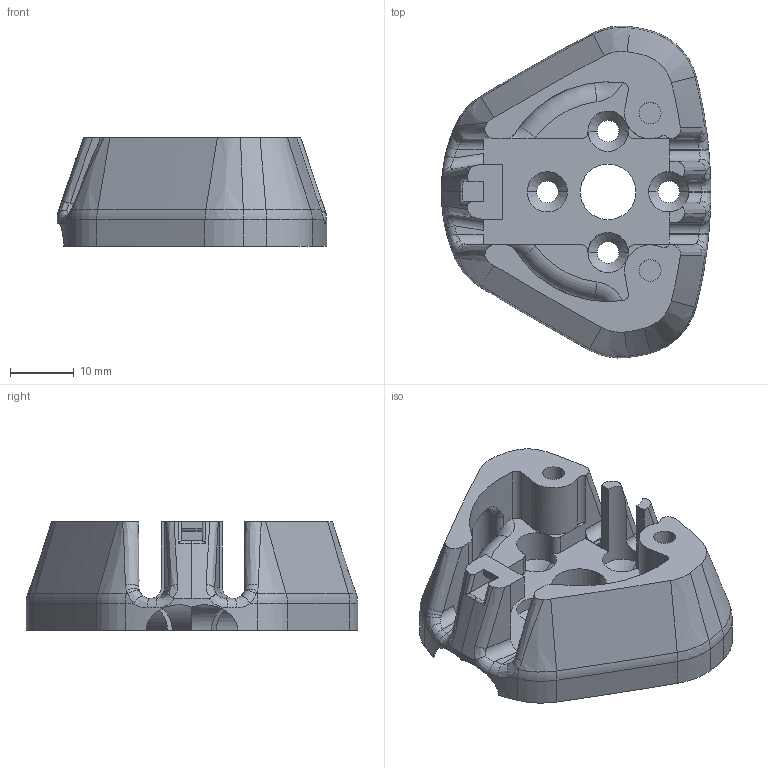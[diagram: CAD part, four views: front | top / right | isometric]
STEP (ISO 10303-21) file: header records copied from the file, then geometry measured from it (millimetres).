
FILE_DESCRIPTION (( 'STEP AP214' ), '1' );
FILE_NAME ('motor_holder_d.STEP', '2023-07-17T10:16:42', ( '' ), ( '' ), 'SwSTEP 2.0', 'SolidWorks 2022', '' );
FILE_SCHEMA (( 'AUTOMOTIVE_DESIGN' ));
Length unit declared in the file: millimetre
Products named in the file (1): motor_holder_d
Bounding box: 42.18 x 51.96 x 17 mm (x, y, z)
Volume: 11619.4 mm3; surface area: 7919.6 mm2
Topology: 1 solids, 1 shells, 267 faces, 699 edges, 425 vertices
Faces by surface type: cylinder 89, bspline 62, plane 57, torus 33, cone 26
Entity records: 10957 total; most frequent: CARTESIAN_POINT 4796, ORIENTED_EDGE 1390, DIRECTION 1190, EDGE_CURVE 695, AXIS2_PLACEMENT_3D 478, VERTEX_POINT 425, EDGE_LOOP 276, CIRCLE 272
